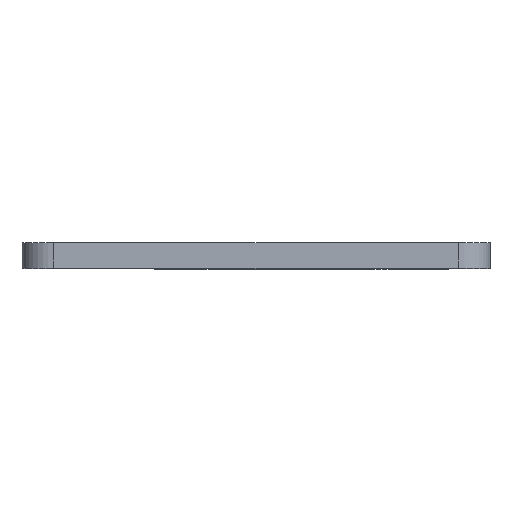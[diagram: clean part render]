
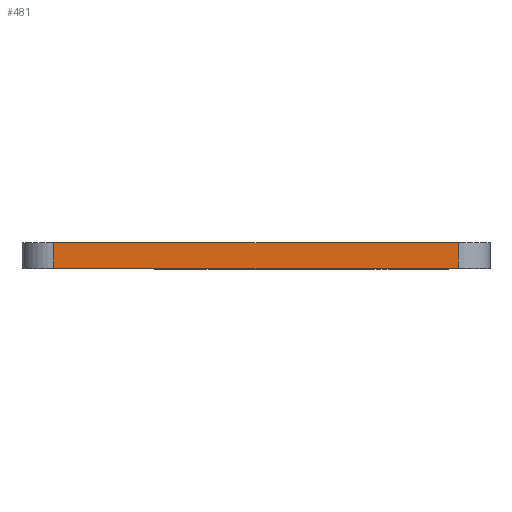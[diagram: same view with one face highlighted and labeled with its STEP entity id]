
A CAD part, top view. The second image highlights one B-rep face of the part: STEP entity #481.
In plain terms, the highlighted planar face has unit normal (0, 0, 1).
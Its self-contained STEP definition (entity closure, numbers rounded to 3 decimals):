
#14 = DIRECTION ( 'NONE',  ( 1., 0., 0. ) ) ;
#15 = VECTOR ( 'NONE', #14, 1000. ) ;
#64 = DIRECTION ( 'NONE',  ( 0., 1., 0. ) ) ;
#90 = EDGE_CURVE ( 'NONE', #179, #116, #498, .T. ) ;
#96 = CARTESIAN_POINT ( 'NONE',  ( 31.321, 0., 8.5 ) ) ;
#111 = DIRECTION ( 'NONE',  ( 0., -1., 0. ) ) ;
#115 = LINE ( 'NONE', #386, #303 ) ;
#116 = VERTEX_POINT ( 'NONE', #218 ) ;
#157 = EDGE_CURVE ( 'NONE', #480, #179, #115, .T. ) ;
#166 = CARTESIAN_POINT ( 'NONE',  ( 28.821, 0., 8.5 ) ) ;
#179 = VERTEX_POINT ( 'NONE', #96 ) ;
#218 = CARTESIAN_POINT ( 'NONE',  ( 63.321, 0., 8.5 ) ) ;
#220 = ORIENTED_EDGE ( 'NONE', *, *, #491, .T. ) ;
#223 = FACE_OUTER_BOUND ( 'NONE', #502, .T. ) ;
#272 = ORIENTED_EDGE ( 'NONE', *, *, #90, .T. ) ;
#275 = LINE ( 'NONE', #496, #15 ) ;
#276 = DIRECTION ( 'NONE',  ( 1., 0., 0. ) ) ;
#277 = DIRECTION ( 'NONE',  ( 1., 0., 0. ) ) ;
#302 = AXIS2_PLACEMENT_3D ( 'NONE', #608, #392, #277 ) ;
#303 = VECTOR ( 'NONE', #111, 1000. ) ;
#311 = VECTOR ( 'NONE', #64, 1000. ) ;
#386 = CARTESIAN_POINT ( 'NONE',  ( 31.321, 0., 8.5 ) ) ;
#390 = PLANE ( 'NONE',  #302 ) ;
#392 = DIRECTION ( 'NONE',  ( 0., 0., 1. ) ) ;
#434 = CARTESIAN_POINT ( 'NONE',  ( 63.321, 2., 8.5 ) ) ;
#436 = ORIENTED_EDGE ( 'NONE', *, *, #157, .T. ) ;
#442 = VERTEX_POINT ( 'NONE', #434 ) ;
#480 = VERTEX_POINT ( 'NONE', #665 ) ;
#481 = ADVANCED_FACE ( 'NONE', ( #223 ), #390, .T. ) ;
#482 = ORIENTED_EDGE ( 'NONE', *, *, #493, .F. ) ;
#491 = EDGE_CURVE ( 'NONE', #116, #442, #670, .T. ) ;
#493 = EDGE_CURVE ( 'NONE', #480, #442, #275, .T. ) ;
#496 = CARTESIAN_POINT ( 'NONE',  ( 28.821, 2., 8.5 ) ) ;
#498 = LINE ( 'NONE', #166, #561 ) ;
#502 = EDGE_LOOP ( 'NONE', ( #482, #436, #272, #220 ) ) ;
#558 = CARTESIAN_POINT ( 'NONE',  ( 63.321, 0., 8.5 ) ) ;
#561 = VECTOR ( 'NONE', #276, 1000. ) ;
#608 = CARTESIAN_POINT ( 'NONE',  ( 28.821, 0., 8.5 ) ) ;
#665 = CARTESIAN_POINT ( 'NONE',  ( 31.321, 2., 8.5 ) ) ;
#670 = LINE ( 'NONE', #558, #311 ) ;
